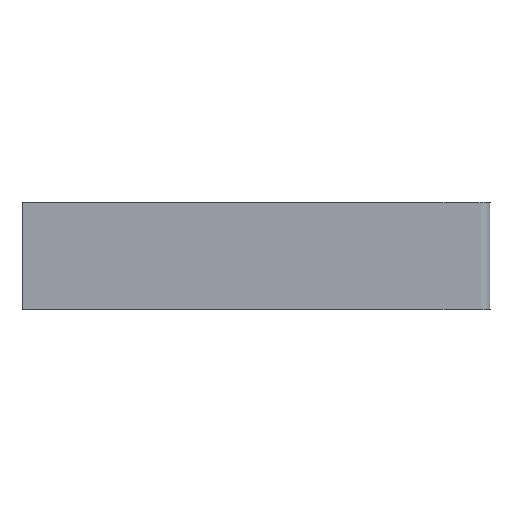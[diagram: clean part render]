
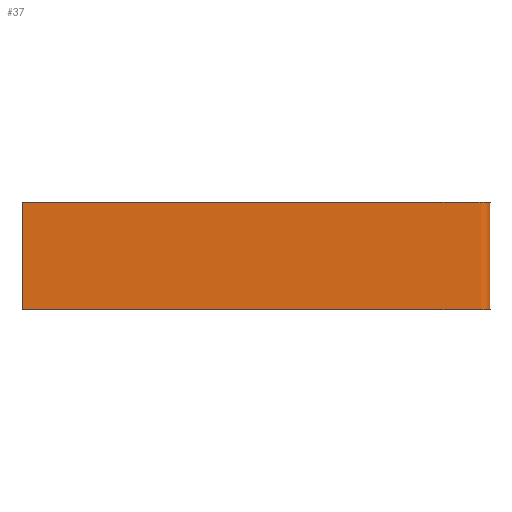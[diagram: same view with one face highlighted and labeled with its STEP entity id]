
A CAD part, front view. The second image highlights one B-rep face of the part: STEP entity #37.
In plain terms, the highlighted free-form (B-spline) face has degree [2, 1] with [11, 2] control points.
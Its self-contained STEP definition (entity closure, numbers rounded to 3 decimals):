
#37=ADVANCED_FACE('',(#42),#82,.T.);
#42=FACE_OUTER_BOUND('',#47,.T.);
#47=EDGE_LOOP('',(#59,#60,#61,#62));
#59=ORIENTED_EDGE('',*,*,#75,.T.);
#60=ORIENTED_EDGE('',*,*,#73,.T.);
#61=ORIENTED_EDGE('',*,*,#74,.F.);
#62=ORIENTED_EDGE('',*,*,#71,.F.);
#71=EDGE_CURVE('',#79,#78,#87,.T.);
#73=EDGE_CURVE('',#81,#80,#88,.T.);
#74=EDGE_CURVE('',#78,#80,#100,.T.);
#75=EDGE_CURVE('',#79,#81,#101,.T.);
#78=VERTEX_POINT('',#459);
#79=VERTEX_POINT('',#460);
#80=VERTEX_POINT('',#461);
#81=VERTEX_POINT('',#462);
#82=(
BOUNDED_SURFACE()
B_SPLINE_SURFACE(2,1,((#351,#352),(#353,#354),(#355,#356),(#357,#358),(#359,
#360),(#361,#362),(#363,#364),(#365,#366),(#367,#368),(#369,#370),(#371,
#372)),.UNSPECIFIED.,.F.,.F.,.F.)
B_SPLINE_SURFACE_WITH_KNOTS((3,2,2,2,2,3),(2,2),(-1662.424,-1360.61,
-1355.605,-1232.977,-1227.972,-926.159),
(0.,70.),.UNSPECIFIED.)
GEOMETRIC_REPRESENTATION_ITEM()
RATIONAL_B_SPLINE_SURFACE(((1.,1.),(1.,1.),(1.,1.),(0.707,0.707),
(1.,1.),(1.,1.),(1.,1.),(0.707,0.707),(1.,1.),(1.,
1.),(1.,1.)))
REPRESENTATION_ITEM('')
SURFACE()
);
#87=(
BOUNDED_CURVE()
B_SPLINE_CURVE(2,(#302,#303,#304,#305,#306,#307,#308,#309,#310,#311,#312),
.UNSPECIFIED.,.F.,.F.)
B_SPLINE_CURVE_WITH_KNOTS((3,2,2,2,2,3),(926.159,1227.972,
1232.977,1355.605,1360.61,1662.424),.UNSPECIFIED.)
CURVE()
GEOMETRIC_REPRESENTATION_ITEM()
RATIONAL_B_SPLINE_CURVE((1.,1.,1.,0.707,1.,1.,1.,0.707,
1.,1.,1.))
REPRESENTATION_ITEM('')
);
#88=(
BOUNDED_CURVE()
B_SPLINE_CURVE(2,(#318,#319,#320,#321,#322,#323,#324,#325,#326,#327,#328),
.UNSPECIFIED.,.F.,.F.)
B_SPLINE_CURVE_WITH_KNOTS((3,2,2,2,2,3),(926.159,1227.972,
1232.977,1355.605,1360.61,1662.424),.UNSPECIFIED.)
CURVE()
GEOMETRIC_REPRESENTATION_ITEM()
RATIONAL_B_SPLINE_CURVE((1.,1.,1.,0.707,1.,1.,1.,0.707,
1.,1.,1.))
REPRESENTATION_ITEM('')
);
#100=B_SPLINE_CURVE_WITH_KNOTS('',1,(#329,#330),.UNSPECIFIED.,.F.,.F.,(2,
2),(0.,70.),.UNSPECIFIED.);
#101=B_SPLINE_CURVE_WITH_KNOTS('',1,(#331,#332),.UNSPECIFIED.,.F.,.F.,(2,
2),(0.,70.),.UNSPECIFIED.);
#302=CARTESIAN_POINT('',(-118.43,-44.34,0.));
#303=CARTESIAN_POINT('',(30.877,-44.34,0.));
#304=CARTESIAN_POINT('',(180.184,-44.34,0.));
#305=CARTESIAN_POINT('',(186.57,-44.34,0.));
#306=CARTESIAN_POINT('',(186.57,-37.909,0.));
#307=CARTESIAN_POINT('',(186.57,18.157,0.));
#308=CARTESIAN_POINT('',(186.57,74.223,0.));
#309=CARTESIAN_POINT('',(186.57,80.654,0.));
#310=CARTESIAN_POINT('',(180.184,80.654,0.));
#311=CARTESIAN_POINT('',(30.877,80.654,0.));
#312=CARTESIAN_POINT('',(-118.43,80.654,0.));
#318=CARTESIAN_POINT('',(-118.43,-44.34,-70.));
#319=CARTESIAN_POINT('',(30.877,-44.34,-70.));
#320=CARTESIAN_POINT('',(180.184,-44.34,-70.));
#321=CARTESIAN_POINT('',(186.57,-44.34,-70.));
#322=CARTESIAN_POINT('',(186.57,-37.909,-70.));
#323=CARTESIAN_POINT('',(186.57,18.157,-70.));
#324=CARTESIAN_POINT('',(186.57,74.223,-70.));
#325=CARTESIAN_POINT('',(186.57,80.654,-70.));
#326=CARTESIAN_POINT('',(180.184,80.654,-70.));
#327=CARTESIAN_POINT('',(30.877,80.654,-70.));
#328=CARTESIAN_POINT('',(-118.43,80.654,-70.));
#329=CARTESIAN_POINT('',(-118.43,80.654,0.));
#330=CARTESIAN_POINT('',(-118.43,80.654,-70.));
#331=CARTESIAN_POINT('',(-118.43,-44.34,0.));
#332=CARTESIAN_POINT('',(-118.43,-44.34,-70.));
#351=CARTESIAN_POINT('',(-118.43,80.654,0.));
#352=CARTESIAN_POINT('',(-118.43,80.654,-70.));
#353=CARTESIAN_POINT('',(30.877,80.654,0.));
#354=CARTESIAN_POINT('',(30.877,80.654,-70.));
#355=CARTESIAN_POINT('',(180.184,80.654,0.));
#356=CARTESIAN_POINT('',(180.184,80.654,-70.));
#357=CARTESIAN_POINT('',(186.57,80.654,0.));
#358=CARTESIAN_POINT('',(186.57,80.654,-70.));
#359=CARTESIAN_POINT('',(186.57,74.223,0.));
#360=CARTESIAN_POINT('',(186.57,74.223,-70.));
#361=CARTESIAN_POINT('',(186.57,18.157,0.));
#362=CARTESIAN_POINT('',(186.57,18.157,-70.));
#363=CARTESIAN_POINT('',(186.57,-37.909,0.));
#364=CARTESIAN_POINT('',(186.57,-37.909,-70.));
#365=CARTESIAN_POINT('',(186.57,-44.34,0.));
#366=CARTESIAN_POINT('',(186.57,-44.34,-70.));
#367=CARTESIAN_POINT('',(180.184,-44.34,0.));
#368=CARTESIAN_POINT('',(180.184,-44.34,-70.));
#369=CARTESIAN_POINT('',(30.877,-44.34,0.));
#370=CARTESIAN_POINT('',(30.877,-44.34,-70.));
#371=CARTESIAN_POINT('',(-118.43,-44.34,0.));
#372=CARTESIAN_POINT('',(-118.43,-44.34,-70.));
#459=CARTESIAN_POINT('',(-118.43,80.654,0.));
#460=CARTESIAN_POINT('',(-118.43,-44.34,0.));
#461=CARTESIAN_POINT('',(-118.43,80.654,-70.));
#462=CARTESIAN_POINT('',(-118.43,-44.34,-70.));
